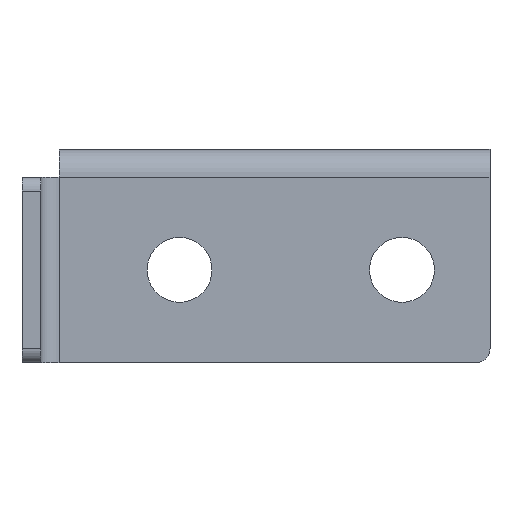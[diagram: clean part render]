
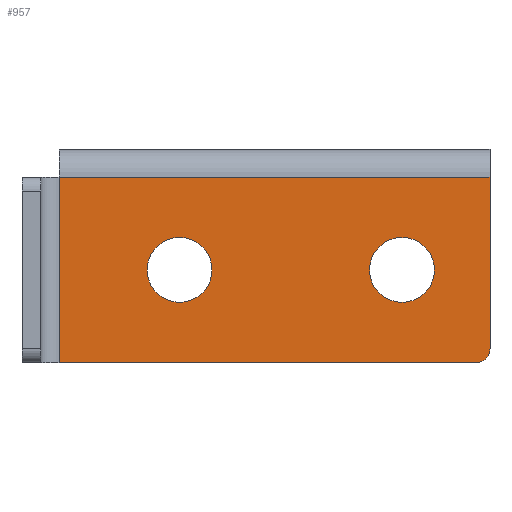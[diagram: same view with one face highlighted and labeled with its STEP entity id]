
A CAD part, front view. The second image highlights one B-rep face of the part: STEP entity #957.
In plain terms, the highlighted planar face has unit normal (0, -1, 0).
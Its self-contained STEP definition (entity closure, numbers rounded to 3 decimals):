
#26=FACE_BOUND('',#173,.T.);
#27=FACE_BOUND('',#174,.T.);
#55=PLANE('',#1078);
#106=FACE_OUTER_BOUND('',#172,.T.);
#172=EDGE_LOOP('',(#778,#779,#780,#781,#782));
#173=EDGE_LOOP('',(#783));
#174=EDGE_LOOP('',(#784));
#196=LINE('',#1391,#272);
#245=LINE('',#1559,#321);
#252=LINE('',#1580,#328);
#256=LINE('',#1595,#332);
#272=VECTOR('',#1108,10.);
#321=VECTOR('',#1285,3.76);
#328=VECTOR('',#1314,10.);
#332=VECTOR('',#1332,10.);
#344=CIRCLE('',#993,3.);
#373=CIRCLE('',#1045,7.);
#375=CIRCLE('',#1049,7.);
#392=VERTEX_POINT('',#1378);
#393=VERTEX_POINT('',#1379);
#397=VERTEX_POINT('',#1389);
#448=VERTEX_POINT('',#1532);
#450=VERTEX_POINT('',#1540);
#451=VERTEX_POINT('',#1548);
#452=VERTEX_POINT('',#1552);
#464=EDGE_CURVE('',#392,#393,#344,.T.);
#470=EDGE_CURVE('',#397,#392,#196,.T.);
#540=EDGE_CURVE('',#448,#448,#373,.T.);
#544=EDGE_CURVE('',#450,#450,#375,.T.);
#553=EDGE_CURVE('',#452,#451,#245,.T.);
#564=EDGE_CURVE('',#397,#451,#252,.T.);
#572=EDGE_CURVE('',#393,#452,#256,.T.);
#778=ORIENTED_EDGE('',*,*,#464,.F.);
#779=ORIENTED_EDGE('',*,*,#470,.F.);
#780=ORIENTED_EDGE('',*,*,#564,.T.);
#781=ORIENTED_EDGE('',*,*,#553,.F.);
#782=ORIENTED_EDGE('',*,*,#572,.F.);
#783=ORIENTED_EDGE('',*,*,#540,.T.);
#784=ORIENTED_EDGE('',*,*,#544,.T.);
#957=ADVANCED_FACE('',(#106,#26,#27),#55,.T.);
#993=AXIS2_PLACEMENT_3D('',#1380,#1098,#1099);
#1045=AXIS2_PLACEMENT_3D('',#1534,#1249,#1250);
#1049=AXIS2_PLACEMENT_3D('',#1542,#1259,#1260);
#1078=AXIS2_PLACEMENT_3D('',#1596,#1333,#1334);
#1098=DIRECTION('center_axis',(0.,1.,0.));
#1099=DIRECTION('ref_axis',(0.707,0.,-0.707));
#1108=DIRECTION('',(0.,0.,-1.));
#1249=DIRECTION('center_axis',(0.,1.,0.));
#1250=DIRECTION('ref_axis',(-1.,0.,0.));
#1259=DIRECTION('center_axis',(0.,1.,0.));
#1260=DIRECTION('ref_axis',(-1.,0.,0.));
#1285=DIRECTION('',(0.,0.,1.));
#1314=DIRECTION('',(-1.,0.,0.));
#1332=DIRECTION('',(-1.,0.,0.));
#1333=DIRECTION('center_axis',(0.,-1.,0.));
#1334=DIRECTION('ref_axis',(1.,0.,0.));
#1378=CARTESIAN_POINT('',(0.,-48.,-43.));
#1379=CARTESIAN_POINT('',(-3.,-48.,-46.));
#1380=CARTESIAN_POINT('Origin',(-3.,-48.,-43.));
#1389=CARTESIAN_POINT('',(0.,-48.,-6.));
#1391=CARTESIAN_POINT('',(0.,-48.,-6.));
#1532=CARTESIAN_POINT('',(-12.,-48.,-26.));
#1534=CARTESIAN_POINT('Origin',(-19.,-48.,-26.));
#1540=CARTESIAN_POINT('',(-60.,-48.,-26.));
#1542=CARTESIAN_POINT('Origin',(-67.,-48.,-26.));
#1548=CARTESIAN_POINT('',(-93.,-48.,-6.));
#1552=CARTESIAN_POINT('',(-93.,-48.,-46.));
#1559=CARTESIAN_POINT('',(-93.,-48.,5.812));
#1580=CARTESIAN_POINT('',(-46.5,-48.,-6.));
#1595=CARTESIAN_POINT('',(0.,-48.,-46.));
#1596=CARTESIAN_POINT('Origin',(-46.5,-48.,-23.047));
